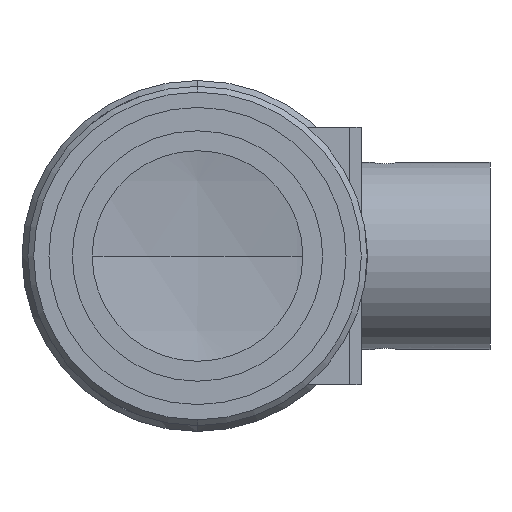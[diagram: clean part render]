
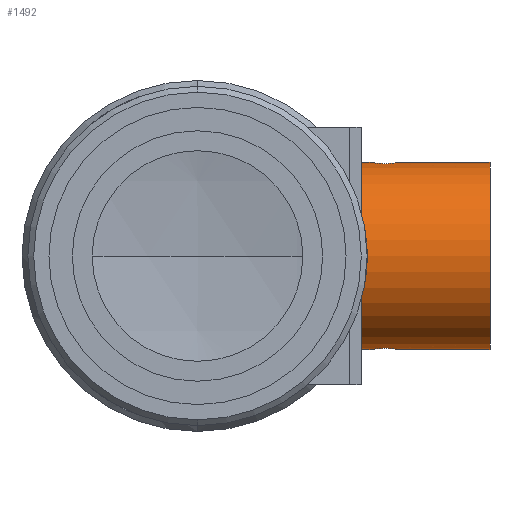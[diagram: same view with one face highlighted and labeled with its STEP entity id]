
A CAD part, front view. The second image highlights one B-rep face of the part: STEP entity #1492.
In plain terms, the highlighted cylindrical face has radius 8 mm (diameter 16 mm), a partial arc.
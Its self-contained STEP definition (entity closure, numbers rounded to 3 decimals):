
#6 = CARTESIAN_POINT ( 'NONE',  ( 14.75, -90.66, 8. ) ) ;
#7 = CARTESIAN_POINT ( 'NONE',  ( 14., -90.66, 0. ) ) ;
#14 = AXIS2_PLACEMENT_3D ( 'NONE', #7, #1832, #271 ) ;
#47 = CARTESIAN_POINT ( 'NONE',  ( 15.371, -91.752, -7.925 ) ) ;
#60 = CARTESIAN_POINT ( 'NONE',  ( 17.242, -90.825, -7.999 ) ) ;
#75 = CARTESIAN_POINT ( 'NONE',  ( 17.25, -90.66, -8. ) ) ;
#203 = CARTESIAN_POINT ( 'NONE',  ( 14., -90.66, -8. ) ) ;
#247 = CARTESIAN_POINT ( 'NONE',  ( 17.25, -90.66, 8. ) ) ;
#255 = CARTESIAN_POINT ( 'NONE',  ( 25., -90.66, 0. ) ) ;
#260 = CARTESIAN_POINT ( 'NONE',  ( 15.836, -91.902, 7.903 ) ) ;
#271 = DIRECTION ( 'NONE',  ( 0., 0., 1. ) ) ;
#308 = CARTESIAN_POINT ( 'NONE',  ( 15.836, -91.91, -7.902 ) ) ;
#322 = ORIENTED_EDGE ( 'NONE', *, *, #2006, .T. ) ;
#363 = B_SPLINE_CURVE_WITH_KNOTS ( 'NONE', 3,
 ( #2421, #561, #2955, #1342, #3235, #1603, #47, #1875, #308, #2151, #574, #2436, #832, #2694, #1091, #2971, #1352, #3251, #1616, #60, #1628, #75 ),
 .UNSPECIFIED., .F., .F.,
 ( 4, 2, 2, 2, 2, 2, 2, 2, 2, 2, 4 ),
 ( 0., 0., 0.001, 0.001, 0.002, 0.002, 0.002, 0.003, 0.003, 0.004, 0.004 ),
 .UNSPECIFIED. ) ;
#396 = DIRECTION ( 'NONE',  ( 1., 0., 0. ) ) ;
#418 = LINE ( 'NONE', #203, #3166 ) ;
#489 = DIRECTION ( 'NONE',  ( 0., 0., -1. ) ) ;
#498 = CARTESIAN_POINT ( 'NONE',  ( 25., -90.66, 8. ) ) ;
#513 = EDGE_CURVE ( 'NONE', #948, #701, #418, .T. ) ;
#518 = DIRECTION ( 'NONE',  ( 0., 0., 1. ) ) ;
#525 = CARTESIAN_POINT ( 'NONE',  ( 15.597, -91.846, 7.912 ) ) ;
#561 = CARTESIAN_POINT ( 'NONE',  ( 14.75, -90.825, -8. ) ) ;
#574 = CARTESIAN_POINT ( 'NONE',  ( 16.164, -91.902, -7.903 ) ) ;
#701 = VERTEX_POINT ( 'NONE', #3408 ) ;
#707 = EDGE_CURVE ( 'NONE', #2490, #2598, #785, .T. ) ;
#714 = VERTEX_POINT ( 'NONE', #1258 ) ;
#781 = CARTESIAN_POINT ( 'NONE',  ( 15.233, -91.66, 7.938 ) ) ;
#785 = LINE ( 'NONE', #1770, #2201 ) ;
#812 = B_SPLINE_CURVE_WITH_KNOTS ( 'NONE', 3,
 ( #247, #1804, #2632, #1025, #2905, #1291, #3177, #1550, #3446, #1818, #260, #2096, #525, #2383, #781, #2643, #1039, #2918, #1300, #3193, #1562, #6 ),
 .UNSPECIFIED., .F., .F.,
 ( 4, 2, 2, 2, 2, 2, 2, 2, 2, 2, 4 ),
 ( 0., 0., 0.001, 0.001, 0.002, 0.002, 0.002, 0.003, 0.003, 0.004, 0.004 ),
 .UNSPECIFIED. ) ;
#814 = CARTESIAN_POINT ( 'NONE',  ( 17.25, -90.66, -8. ) ) ;
#832 = CARTESIAN_POINT ( 'NONE',  ( 16.403, -91.846, -7.912 ) ) ;
#895 = DIRECTION ( 'NONE',  ( -1., 0., 0. ) ) ;
#948 = VERTEX_POINT ( 'NONE', #1209 ) ;
#1025 = CARTESIAN_POINT ( 'NONE',  ( 17.092, -91.29, 7.977 ) ) ;
#1039 = CARTESIAN_POINT ( 'NONE',  ( 14.908, -91.29, 7.977 ) ) ;
#1059 = VERTEX_POINT ( 'NONE', #2407 ) ;
#1091 = CARTESIAN_POINT ( 'NONE',  ( 16.767, -91.66, -7.938 ) ) ;
#1111 = CIRCLE ( 'NONE', #2882, 8. ) ;
#1209 = CARTESIAN_POINT ( 'NONE',  ( 14., -90.66, -8. ) ) ;
#1235 = DIRECTION ( 'NONE',  ( 1., 0., 0. ) ) ;
#1253 = EDGE_CURVE ( 'NONE', #1059, #714, #2152, .T. ) ;
#1258 = CARTESIAN_POINT ( 'NONE',  ( 14., -90.66, 8. ) ) ;
#1291 = CARTESIAN_POINT ( 'NONE',  ( 16.769, -91.659, 7.938 ) ) ;
#1292 = EDGE_LOOP ( 'NONE', ( #2303, #3167, #2450, #2488, #3064, #2009, #1637, #1485, #322 ) ) ;
#1300 = CARTESIAN_POINT ( 'NONE',  ( 14.79, -90.985, 7.994 ) ) ;
#1342 = CARTESIAN_POINT ( 'NONE',  ( 14.908, -91.29, -7.977 ) ) ;
#1352 = CARTESIAN_POINT ( 'NONE',  ( 17.092, -91.29, -7.977 ) ) ;
#1410 = DIRECTION ( 'NONE',  ( 1., 0., 0. ) ) ;
#1424 = CYLINDRICAL_SURFACE ( 'NONE', #2612, 8. ) ;
#1477 = CARTESIAN_POINT ( 'NONE',  ( 14.75, -90.66, 8. ) ) ;
#1485 = ORIENTED_EDGE ( 'NONE', *, *, #707, .F. ) ;
#1492 = ADVANCED_FACE ( 'NONE', ( #2863 ), #1424, .T. ) ;
#1550 = CARTESIAN_POINT ( 'NONE',  ( 16.328, -91.877, 7.907 ) ) ;
#1562 = CARTESIAN_POINT ( 'NONE',  ( 14.75, -90.742, 8. ) ) ;
#1603 = CARTESIAN_POINT ( 'NONE',  ( 15.231, -91.659, -7.938 ) ) ;
#1616 = CARTESIAN_POINT ( 'NONE',  ( 17.21, -90.985, -7.994 ) ) ;
#1628 = CARTESIAN_POINT ( 'NONE',  ( 17.25, -90.742, -8. ) ) ;
#1637 = ORIENTED_EDGE ( 'NONE', *, *, #3273, .T. ) ;
#1678 = VERTEX_POINT ( 'NONE', #814 ) ;
#1756 = VECTOR ( 'NONE', #1235, 1000. ) ;
#1770 = CARTESIAN_POINT ( 'NONE',  ( 14., -90.66, 8. ) ) ;
#1804 = CARTESIAN_POINT ( 'NONE',  ( 17.25, -90.825, 8. ) ) ;
#1818 = CARTESIAN_POINT ( 'NONE',  ( 15.919, -91.91, 7.902 ) ) ;
#1832 = DIRECTION ( 'NONE',  ( -1., 0., 0. ) ) ;
#1875 = CARTESIAN_POINT ( 'NONE',  ( 15.672, -91.877, -7.907 ) ) ;
#1879 = DIRECTION ( 'NONE',  ( 1., 0., 0. ) ) ;
#2006 = EDGE_CURVE ( 'NONE', #2490, #2939, #812, .T. ) ;
#2009 = ORIENTED_EDGE ( 'NONE', *, *, #2447, .T. ) ;
#2031 = VECTOR ( 'NONE', #396, 1000. ) ;
#2043 = AXIS2_PLACEMENT_3D ( 'NONE', #255, #2091, #518 ) ;
#2047 = DIRECTION ( 'NONE',  ( 1., 0., 0. ) ) ;
#2091 = DIRECTION ( 'NONE',  ( -1., 0., 0. ) ) ;
#2096 = CARTESIAN_POINT ( 'NONE',  ( 15.675, -91.87, 7.908 ) ) ;
#2151 = CARTESIAN_POINT ( 'NONE',  ( 16.081, -91.91, -7.902 ) ) ;
#2152 = CIRCLE ( 'NONE', #14, 8. ) ;
#2154 = CARTESIAN_POINT ( 'NONE',  ( 14., -90.66, 0. ) ) ;
#2176 = CARTESIAN_POINT ( 'NONE',  ( 25., -90.66, -8. ) ) ;
#2201 = VECTOR ( 'NONE', #2047, 1000. ) ;
#2303 = ORIENTED_EDGE ( 'NONE', *, *, #2832, .F. ) ;
#2304 = CARTESIAN_POINT ( 'NONE',  ( 17.25, -90.66, 8. ) ) ;
#2383 = CARTESIAN_POINT ( 'NONE',  ( 15.37, -91.752, 7.925 ) ) ;
#2385 = CIRCLE ( 'NONE', #2043, 8. ) ;
#2407 = CARTESIAN_POINT ( 'NONE',  ( 14., -98.66, 0. ) ) ;
#2416 = LINE ( 'NONE', #2841, #1756 ) ;
#2421 = CARTESIAN_POINT ( 'NONE',  ( 14.75, -90.66, -8. ) ) ;
#2436 = CARTESIAN_POINT ( 'NONE',  ( 16.325, -91.87, -7.908 ) ) ;
#2447 = EDGE_CURVE ( 'NONE', #1678, #2728, #2416, .T. ) ;
#2450 = ORIENTED_EDGE ( 'NONE', *, *, #2746, .F. ) ;
#2488 = ORIENTED_EDGE ( 'NONE', *, *, #513, .T. ) ;
#2490 = VERTEX_POINT ( 'NONE', #2304 ) ;
#2505 = CARTESIAN_POINT ( 'NONE',  ( 14., -90.66, 0. ) ) ;
#2598 = VERTEX_POINT ( 'NONE', #498 ) ;
#2612 = AXIS2_PLACEMENT_3D ( 'NONE', #2154, #1879, #489 ) ;
#2632 = CARTESIAN_POINT ( 'NONE',  ( 17.217, -90.988, 7.995 ) ) ;
#2643 = CARTESIAN_POINT ( 'NONE',  ( 15., -91.427, 7.964 ) ) ;
#2694 = CARTESIAN_POINT ( 'NONE',  ( 16.63, -91.752, -7.925 ) ) ;
#2702 = EDGE_CURVE ( 'NONE', #701, #1678, #363, .T. ) ;
#2728 = VERTEX_POINT ( 'NONE', #2176 ) ;
#2746 = EDGE_CURVE ( 'NONE', #948, #1059, #1111, .T. ) ;
#2761 = LINE ( 'NONE', #3047, #2031 ) ;
#2762 = DIRECTION ( 'NONE',  ( 0., 0., 1. ) ) ;
#2832 = EDGE_CURVE ( 'NONE', #714, #2939, #2761, .T. ) ;
#2841 = CARTESIAN_POINT ( 'NONE',  ( 14., -90.66, -8. ) ) ;
#2863 = FACE_OUTER_BOUND ( 'NONE', #1292, .T. ) ;
#2882 = AXIS2_PLACEMENT_3D ( 'NONE', #2505, #895, #2762 ) ;
#2905 = CARTESIAN_POINT ( 'NONE',  ( 16.999, -91.429, 7.964 ) ) ;
#2918 = CARTESIAN_POINT ( 'NONE',  ( 14.814, -91.063, 7.99 ) ) ;
#2939 = VERTEX_POINT ( 'NONE', #1477 ) ;
#2955 = CARTESIAN_POINT ( 'NONE',  ( 14.783, -90.988, -7.995 ) ) ;
#2971 = CARTESIAN_POINT ( 'NONE',  ( 17., -91.427, -7.964 ) ) ;
#3047 = CARTESIAN_POINT ( 'NONE',  ( 14., -90.66, 8. ) ) ;
#3064 = ORIENTED_EDGE ( 'NONE', *, *, #2702, .T. ) ;
#3166 = VECTOR ( 'NONE', #1410, 1000. ) ;
#3167 = ORIENTED_EDGE ( 'NONE', *, *, #1253, .F. ) ;
#3177 = CARTESIAN_POINT ( 'NONE',  ( 16.629, -91.752, 7.925 ) ) ;
#3193 = CARTESIAN_POINT ( 'NONE',  ( 14.758, -90.825, 7.999 ) ) ;
#3235 = CARTESIAN_POINT ( 'NONE',  ( 15.001, -91.429, -7.964 ) ) ;
#3251 = CARTESIAN_POINT ( 'NONE',  ( 17.186, -91.063, -7.99 ) ) ;
#3273 = EDGE_CURVE ( 'NONE', #2728, #2598, #2385, .T. ) ;
#3408 = CARTESIAN_POINT ( 'NONE',  ( 14.75, -90.66, -8. ) ) ;
#3446 = CARTESIAN_POINT ( 'NONE',  ( 16.164, -91.91, 7.902 ) ) ;
